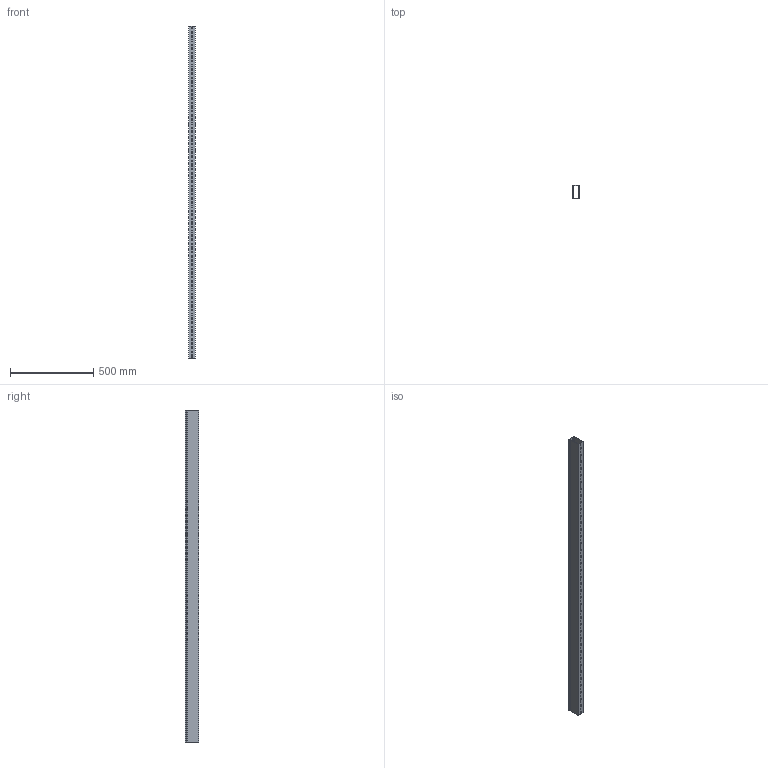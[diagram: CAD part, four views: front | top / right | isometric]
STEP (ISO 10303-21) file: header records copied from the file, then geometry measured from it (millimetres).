
FILE_DESCRIPTION (( 'STEP AP214' ), '1' );
FILE_NAME ('6132638.stp', '2024-09-05T10:47:17', ( '' ), ( '' ), 'SwSTEP 2.0', 'SolidWorks 2022', '' );
FILE_SCHEMA (( 'AUTOMOTIVE_DESIGN' ));
Length unit declared in the file: millimetre
Products named in the file (3): 6132638; 242331; 241855
Assembly tree (2 placements, depth 2):
  6132638
    242331
    241855
Bounding box: 40 x 80.2 x 2000 mm (x, y, z)
Volume: 1024342.4 mm3; surface area: 1095014.9 mm2
Topology: 2 solids, 2 shells, 362 faces, 1074 edges, 716 vertices
Faces by surface type: plane 198, cylinder 164
Entity records: 12616 total; most frequent: CARTESIAN_POINT 2157, ORIENTED_EDGE 2148, DIRECTION 2136, EDGE_CURVE 1074, VECTOR 746, LINE 746, VERTEX_POINT 716, AXIS2_PLACEMENT_3D 695
